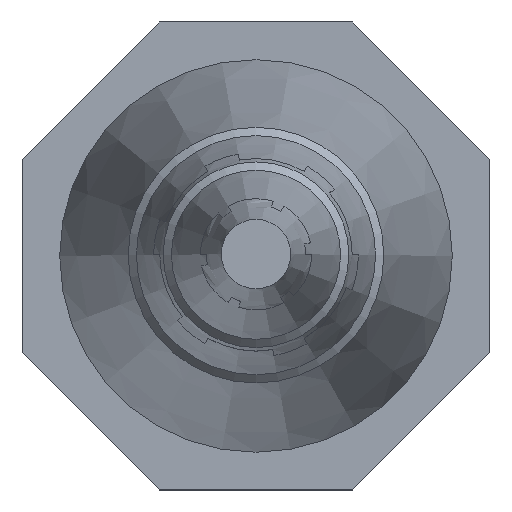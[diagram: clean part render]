
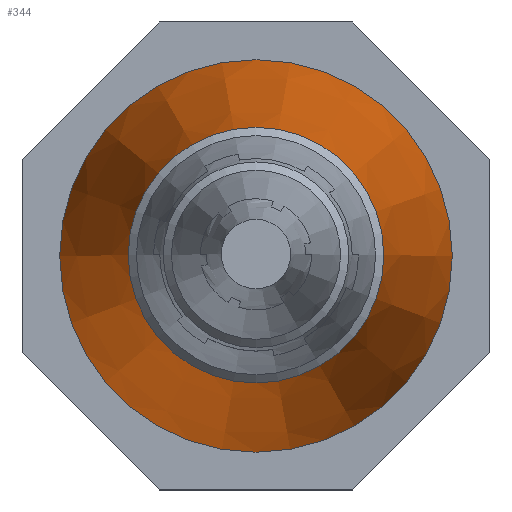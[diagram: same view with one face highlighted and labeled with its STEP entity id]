
A CAD part, top view. The second image highlights one B-rep face of the part: STEP entity #344.
In plain terms, the highlighted conical face has half-angle 8.381 degrees and reference radius 2.223 mm.
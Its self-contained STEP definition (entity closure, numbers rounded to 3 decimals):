
#226 = EDGE_CURVE('',#227,#227,#229,.T.);
#227 = VERTEX_POINT('',#228);
#228 = CARTESIAN_POINT('',(12.582,0.,0.8));
#229 = CIRCLE('',#230,12.582);
#230 = AXIS2_PLACEMENT_3D('',#231,#232,#233);
#231 = CARTESIAN_POINT('',(0.,0.,0.8));
#232 = DIRECTION('',(0.,0.,-1.));
#233 = DIRECTION('',(1.,0.,0.));
#344 = ADVANCED_FACE('',(#345),#364,.T.);
#345 = FACE_BOUND('',#346,.T.);
#346 = EDGE_LOOP('',(#347,#355,#362,#363));
#347 = ORIENTED_EDGE('',*,*,#348,.F.);
#348 = EDGE_CURVE('',#349,#227,#351,.T.);
#349 = VERTEX_POINT('',#350);
#350 = CARTESIAN_POINT('',(8.194,0.,30.587));
#351 = LINE('',#352,#353);
#352 = CARTESIAN_POINT('',(2.223,0.,71.12));
#353 = VECTOR('',#354,1.);
#354 = DIRECTION('',(0.146,0.,-0.989));
#355 = ORIENTED_EDGE('',*,*,#356,.F.);
#356 = EDGE_CURVE('',#349,#349,#357,.T.);
#357 = CIRCLE('',#358,8.194);
#358 = AXIS2_PLACEMENT_3D('',#359,#360,#361);
#359 = CARTESIAN_POINT('',(0.,0.,30.587));
#360 = DIRECTION('',(-0.,0.,1.));
#361 = DIRECTION('',(1.,0.,0.));
#362 = ORIENTED_EDGE('',*,*,#348,.T.);
#363 = ORIENTED_EDGE('',*,*,#226,.F.);
#364 = CONICAL_SURFACE('',#365,2.223,0.146);
#365 = AXIS2_PLACEMENT_3D('',#366,#367,#368);
#366 = CARTESIAN_POINT('',(0.,0.,71.12));
#367 = DIRECTION('',(0.,0.,-1.));
#368 = DIRECTION('',(1.,0.,0.));
